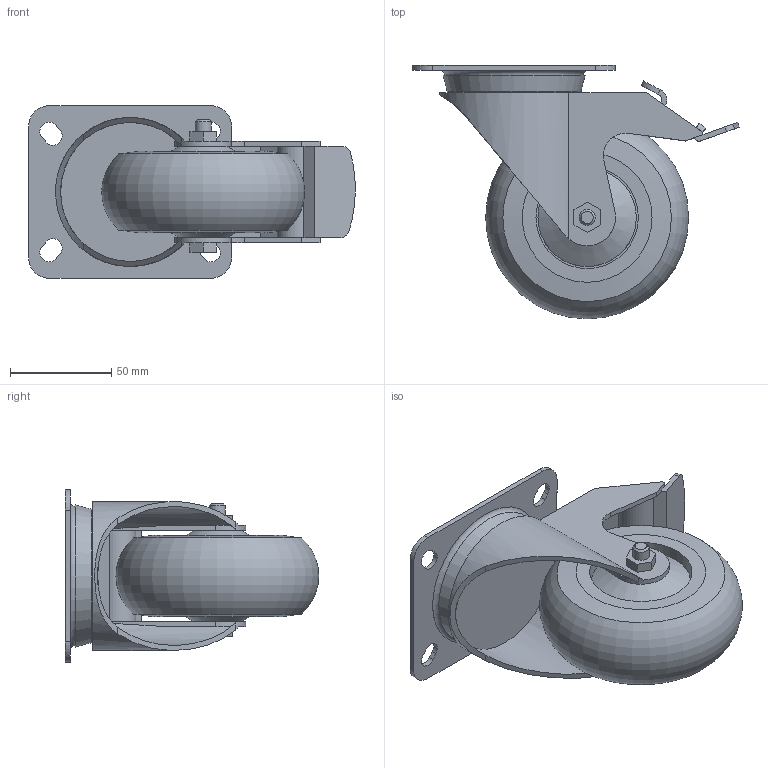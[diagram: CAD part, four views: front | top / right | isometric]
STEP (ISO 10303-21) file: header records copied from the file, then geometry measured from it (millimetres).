
FILE_DESCRIPTION(/* description */ ('STEP AP203'),/* implementation_level */ '2;1');
FILE_NAME(/* name */ 'K1766.1010004020',/* time_stamp */ '2025-06-24T16:06:40+02:00',/* author */ ('License CC BY-ND 4.0'),/* organization */ ('CADENAS'),/* preprocessor_version */ 'ST-DEVELOPER v19.3',/* originating_system */ 'PARTsolutions',/* authorisation */ ' ');
FILE_SCHEMA (('CONFIG_CONTROL_DESIGN'));
Length unit declared in the file: millimetre
Products named in the file (1): K1766.1010004020
Bounding box: 161 x 125 x 85 mm (x, y, z)
Volume: 380591.4 mm3; surface area: 78723.2 mm2
Topology: 1 solids, 1 shells, 125 faces, 326 edges, 214 vertices
Faces by surface type: plane 79, cylinder 36, cone 6, torus 4
Full cylindrical faces by diameter (mm): 8 x1, 48.5 x2, 50.5 x2, 73.5 x1
Entity records: 3794 total; most frequent: CARTESIAN_POINT 686, DIRECTION 640, ORIENTED_EDGE 612, EDGE_CURVE 306, AXIS2_PLACEMENT_3D 214, LINE 212, VECTOR 212, VERTEX_POINT 210
